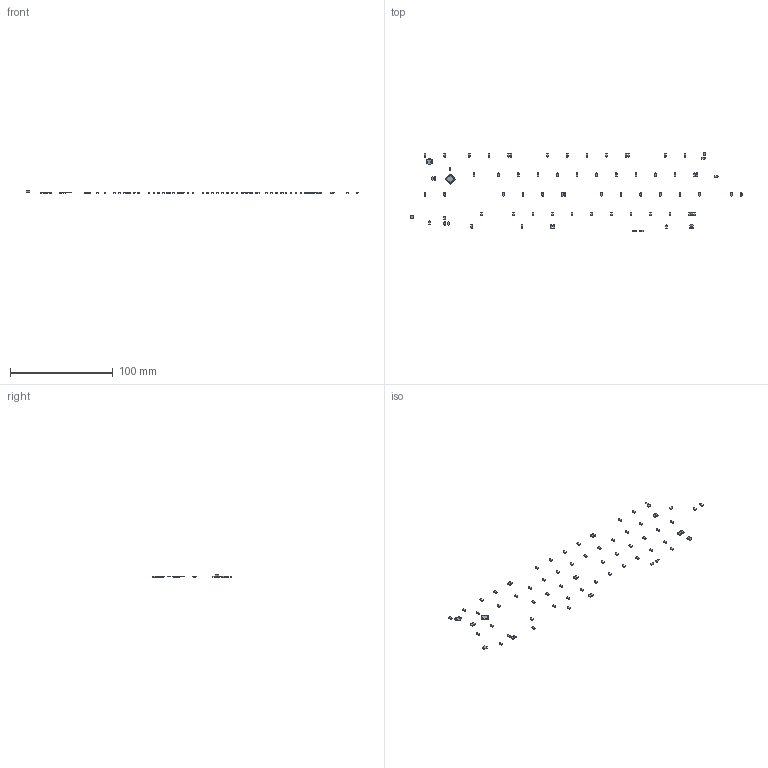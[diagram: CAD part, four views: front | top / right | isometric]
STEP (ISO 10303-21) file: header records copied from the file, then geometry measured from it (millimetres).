
FILE_DESCRIPTION(('KiCad electronic assembly'),'2;1');
FILE_NAME('nonem.step','2021-08-28T12:05:28',('An Author'),('A Company') ,'Open CASCADE STEP processor 6.9','KiCad to STEP converter','Unknown' );
FILE_SCHEMA(('AUTOMOTIVE_DESIGN { 1 0 10303 214 1 1 1 1 }'));
Length unit declared in the file: millimetre
Products named in the file (10): Open CASCADE STEP translator 6.9 1; D_SOD-123; SOLID; SW_SPST_TL3342; Resonator_SMD_muRata_CSTxExxV-3Pin_3.0x1.1mm; QFN-44-1EP_7x7mm_P0.5mm_EP5.15x5.15mm; COMPOUND
Assembly tree (81 placements, depth 3):
  Open CASCADE STEP translator 6.9 1
    D_SOD-123  x73
      SOLID
    SW_SPST_TL3342
      SOLID
    Resonator_SMD_muRata_CSTxExxV-3Pin_3.0x1.1mm
      SOLID
    QFN-44-1EP_7x7mm_P0.5mm_EP5.15x5.15mm
      SOLID
    COMPOUND
Bounding box: 322.68 x 77.71 x 3.19 mm (x, y, z)
Volume: 443.8 mm3; surface area: 1756.7 mm2
Topology: 77 solids, 78 shells, 5454 faces, 12951 edges, 7735 vertices
Faces by surface type: plane 2869, bspline 1914, cylinder 670, torus 1
Full cylindrical faces by diameter (mm): 0.5 x1, 2 x1
Entity records: 49638 total; most frequent: CARTESIAN_POINT 10604, DIRECTION 6315, LINE 4585, VECTOR 4585, ORIENTED_EDGE 3438, PCURVE 3438, DEFINITIONAL_REPRESENTATION 3438, EDGE_CURVE 1719
